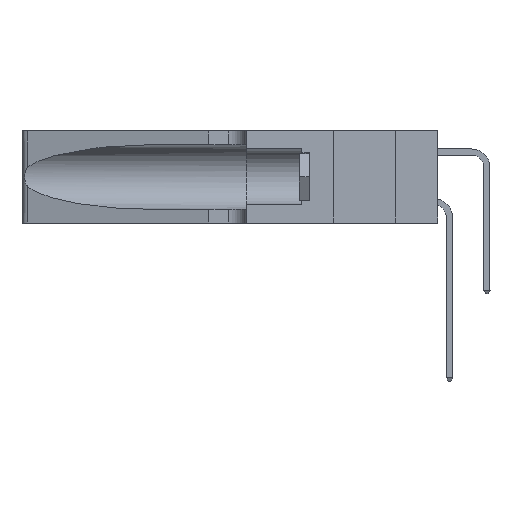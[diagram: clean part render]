
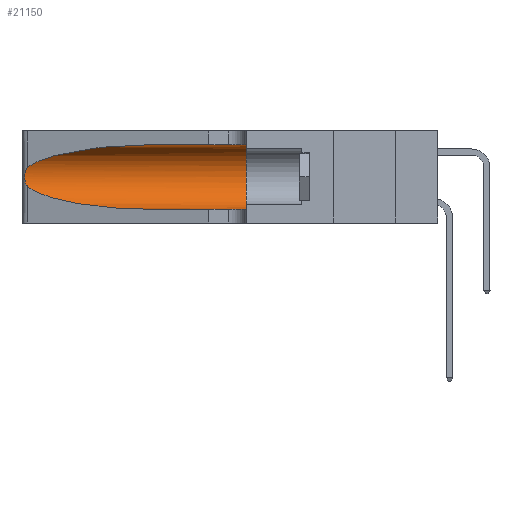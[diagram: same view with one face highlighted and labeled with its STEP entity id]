
A CAD part, left-side view. The second image highlights one B-rep face of the part: STEP entity #21150.
In plain terms, the highlighted cylindrical face has radius 3.308 mm (diameter 6.617 mm), a partial arc.
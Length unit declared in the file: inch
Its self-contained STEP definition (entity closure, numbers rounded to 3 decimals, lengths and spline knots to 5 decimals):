
#200 =( BOUNDED_CURVE ( )  B_SPLINE_CURVE ( 3, ( #13969, #2370, #15559, #5834 ),
 .UNSPECIFIED., .F., .F. ) 
 B_SPLINE_CURVE_WITH_KNOTS ( ( 4, 4 ),
 ( 1.5708, 2.84003 ),
 .UNSPECIFIED. ) 
 CURVE ( )  GEOMETRIC_REPRESENTATION_ITEM ( )  RATIONAL_B_SPLINE_CURVE ( ( 1., 0.87, 0.87, 1. ) ) 
 REPRESENTATION_ITEM ( '' )  );
#791 = DIRECTION ( 'NONE',  ( 0., -1., 0. ) ) ;
#878 =( BOUNDED_CURVE ( )  B_SPLINE_CURVE ( 3, ( #11776, #15966, #5213, #16615 ),
 .UNSPECIFIED., .F., .T. ) 
 B_SPLINE_CURVE_WITH_KNOTS ( ( 4, 4 ),
 ( 3.44316, 4.71239 ),
 .UNSPECIFIED. ) 
 CURVE ( )  GEOMETRIC_REPRESENTATION_ITEM ( )  RATIONAL_B_SPLINE_CURVE ( ( 1., 0.87, 0.87, 1. ) ) 
 REPRESENTATION_ITEM ( '' )  );
#1260 = CARTESIAN_POINT ( 'NONE',  ( 0.26075, 1.23896, 0.178 ) ) ;
#2370 = CARTESIAN_POINT ( 'NONE',  ( 0.18966, 0.96281, 0.31525 ) ) ;
#2567 = CARTESIAN_POINT ( 'NONE',  ( 0.1305, 0.72297, 0.05475 ) ) ;
#2762 = ORIENTED_EDGE ( 'NONE', *, *, #5998, .T. ) ;
#2872 = CYLINDRICAL_SURFACE ( 'NONE', #9287, 0.13025 ) ;
#3000 = CARTESIAN_POINT ( 'NONE',  ( 0.25856, 1.23593, 0.16098 ) ) ;
#3700 = CARTESIAN_POINT ( 'NONE',  ( 0.25487, 1.22718, 0.22369 ) ) ;
#4183 = LINE ( 'NONE', #5895, #8686 ) ;
#4209 = DIRECTION ( 'NONE',  ( 0., -1., 0. ) ) ;
#4722 = CARTESIAN_POINT ( 'NONE',  ( 0.25639, 1.23186, 0.15144 ) ) ;
#4786 = VERTEX_POINT ( 'NONE', #11693 ) ;
#5213 = CARTESIAN_POINT ( 'NONE',  ( 0.18966, 0.96281, 0.05475 ) ) ;
#5834 = CARTESIAN_POINT ( 'NONE',  ( 0.25487, 1.22718, 0.22369 ) ) ;
#5841 = CIRCLE ( 'NONE', #12264, 0.13025 ) ;
#5895 = CARTESIAN_POINT ( 'NONE',  ( 0.1305, 1.61858, 0.05475 ) ) ;
#5998 = EDGE_CURVE ( 'NONE', #6987, #18568, #17178, .T. ) ;
#6406 = CARTESIAN_POINT ( 'NONE',  ( 0.25555, 1.22994, 0.2215 ) ) ;
#6474 = CARTESIAN_POINT ( 'NONE',  ( 0.25487, 1.22718, 0.14631 ) ) ;
#6566 = CARTESIAN_POINT ( 'NONE',  ( 0.1305, 0.35, 0.05475 ) ) ;
#6987 = VERTEX_POINT ( 'NONE', #3700 ) ;
#7268 = LINE ( 'NONE', #14963, #19590 ) ;
#7694 = CARTESIAN_POINT ( 'NONE',  ( 0.1305, 1.61858, 0.185 ) ) ;
#8057 = CARTESIAN_POINT ( 'NONE',  ( 0.25639, 1.23184, 0.21858 ) ) ;
#8686 = VECTOR ( 'NONE', #4209, 39.37008 ) ;
#9287 = AXIS2_PLACEMENT_3D ( 'NONE', #7694, #791, #18940 ) ;
#9649 = DIRECTION ( 'NONE',  ( 0., 1., 0. ) ) ;
#9691 = CARTESIAN_POINT ( 'NONE',  ( 0.25854, 1.2359, 0.20912 ) ) ;
#9748 = VERTEX_POINT ( 'NONE', #6566 ) ;
#10197 = CARTESIAN_POINT ( 'NONE',  ( 0.25487, 1.22718, 0.14631 ) ) ;
#11308 = CARTESIAN_POINT ( 'NONE',  ( 0.26075, 1.23896, 0.19203 ) ) ;
#11693 = CARTESIAN_POINT ( 'NONE',  ( 0.1305, 0.72297, 0.31525 ) ) ;
#11776 = CARTESIAN_POINT ( 'NONE',  ( 0.25487, 1.22718, 0.14631 ) ) ;
#12264 = AXIS2_PLACEMENT_3D ( 'NONE', #19232, #9649, #20852 ) ;
#12842 = ORIENTED_EDGE ( 'NONE', *, *, #20584, .F. ) ;
#12950 = CARTESIAN_POINT ( 'NONE',  ( 0.26017, 1.23833, 0.17102 ) ) ;
#13119 = EDGE_CURVE ( 'NONE', #4786, #20521, #7268, .T. ) ;
#13969 = CARTESIAN_POINT ( 'NONE',  ( 0.1305, 0.72297, 0.31525 ) ) ;
#14569 = CARTESIAN_POINT ( 'NONE',  ( 0.25789, 1.23486, 0.15765 ) ) ;
#14963 = CARTESIAN_POINT ( 'NONE',  ( 0.1305, 1.61858, 0.31525 ) ) ;
#15055 = VERTEX_POINT ( 'NONE', #2567 ) ;
#15559 = CARTESIAN_POINT ( 'NONE',  ( 0.2373, 1.15595, 0.28018 ) ) ;
#15847 = CARTESIAN_POINT ( 'NONE',  ( 0.1305, 0.35, 0.31525 ) ) ;
#15869 = EDGE_LOOP ( 'NONE', ( #20601, #2762, #20028, #18575, #12842, #18839 ) ) ;
#15966 = CARTESIAN_POINT ( 'NONE',  ( 0.2373, 1.15595, 0.08982 ) ) ;
#16169 = CARTESIAN_POINT ( 'NONE',  ( 0.25555, 1.22993, 0.14849 ) ) ;
#16438 = EDGE_CURVE ( 'NONE', #18568, #15055, #878, .T. ) ;
#16519 = FACE_OUTER_BOUND ( 'NONE', #15869, .T. ) ;
#16615 = CARTESIAN_POINT ( 'NONE',  ( 0.1305, 0.72297, 0.05475 ) ) ;
#16717 = EDGE_CURVE ( 'NONE', #15055, #9748, #4183, .T. ) ;
#17178 = B_SPLINE_CURVE_WITH_KNOTS ( 'NONE', 3,
 ( #17695, #6406, #8057, #19267, #9691, #20891, #11308, #1260, #12950, #3000, #14569, #4722, #16169, #6474 ),
 .UNSPECIFIED., .F., .F.,
 ( 4, 2, 2, 2, 2, 2, 4 ),
 ( 0., 0.00027, 0.00053, 0.00107, 0.0016, 0.00187, 0.00214 ),
 .UNSPECIFIED. ) ;
#17695 = CARTESIAN_POINT ( 'NONE',  ( 0.25487, 1.22718, 0.22369 ) ) ;
#18169 = DIRECTION ( 'NONE',  ( 0., -1., 0. ) ) ;
#18568 = VERTEX_POINT ( 'NONE', #10197 ) ;
#18575 = ORIENTED_EDGE ( 'NONE', *, *, #16717, .T. ) ;
#18839 = ORIENTED_EDGE ( 'NONE', *, *, #13119, .F. ) ;
#18940 = DIRECTION ( 'NONE',  ( 0., 0., -1. ) ) ;
#19232 = CARTESIAN_POINT ( 'NONE',  ( 0.1305, 0.35, 0.185 ) ) ;
#19267 = CARTESIAN_POINT ( 'NONE',  ( 0.25787, 1.23484, 0.2124 ) ) ;
#19590 = VECTOR ( 'NONE', #18169, 39.37008 ) ;
#19964 = EDGE_CURVE ( 'NONE', #4786, #6987, #200, .T. ) ;
#20028 = ORIENTED_EDGE ( 'NONE', *, *, #16438, .T. ) ;
#20521 = VERTEX_POINT ( 'NONE', #15847 ) ;
#20584 = EDGE_CURVE ( 'NONE', #20521, #9748, #5841, .T. ) ;
#20601 = ORIENTED_EDGE ( 'NONE', *, *, #19964, .T. ) ;
#20852 = DIRECTION ( 'NONE',  ( 0., 0., 1. ) ) ;
#20891 = CARTESIAN_POINT ( 'NONE',  ( 0.26018, 1.23835, 0.19895 ) ) ;
#21150 = ADVANCED_FACE ( 'NONE', ( #16519 ), #2872, .F. ) ;
